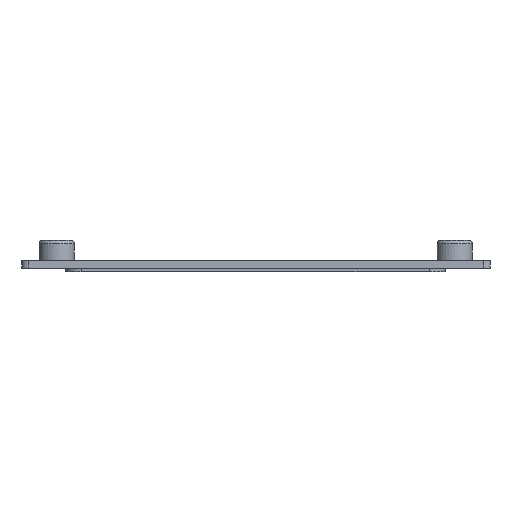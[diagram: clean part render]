
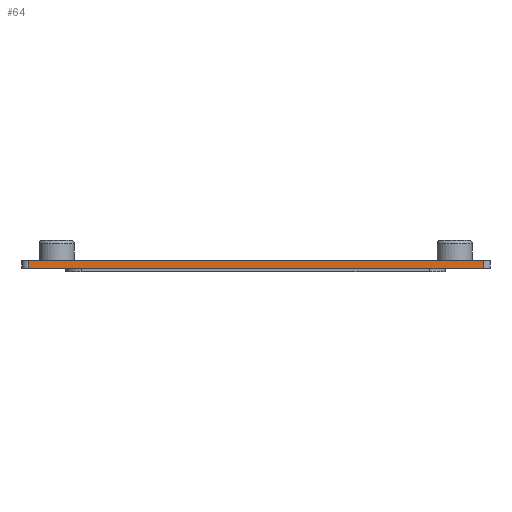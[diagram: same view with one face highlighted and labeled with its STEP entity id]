
A CAD part, front view. The second image highlights one B-rep face of the part: STEP entity #64.
In plain terms, the highlighted planar face has unit normal (0, -1, 0).
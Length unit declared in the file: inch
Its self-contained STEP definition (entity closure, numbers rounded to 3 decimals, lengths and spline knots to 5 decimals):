
#54 = CARTESIAN_POINT ( 'NONE',  ( 2.9, 0., 0.05 ) ) ;
#56 = DIRECTION ( 'NONE',  ( 0., 0., -1. ) ) ;
#64 = ADVANCED_FACE ( 'NONE', ( #379 ), #405, .F. ) ;
#105 = DIRECTION ( 'NONE',  ( 0., 0., 1. ) ) ;
#109 = ORIENTED_EDGE ( 'NONE', *, *, #751, .F. ) ;
#126 = CARTESIAN_POINT ( 'NONE',  ( 0.04, 0., 0.05 ) ) ;
#185 = VERTEX_POINT ( 'NONE', #1121 ) ;
#191 = LINE ( 'NONE', #639, #686 ) ;
#202 = DIRECTION ( 'NONE',  ( 1., 0., 0. ) ) ;
#226 = DIRECTION ( 'NONE',  ( 0., 0., -1. ) ) ;
#307 = VECTOR ( 'NONE', #226, 39.37008 ) ;
#319 = DIRECTION ( 'NONE',  ( 0., 1., 0. ) ) ;
#337 = VECTOR ( 'NONE', #56, 39.37008 ) ;
#379 = FACE_OUTER_BOUND ( 'NONE', #819, .T. ) ;
#405 = PLANE ( 'NONE',  #733 ) ;
#430 = LINE ( 'NONE', #54, #307 ) ;
#490 = ORIENTED_EDGE ( 'NONE', *, *, #806, .T. ) ;
#549 = ORIENTED_EDGE ( 'NONE', *, *, #1076, .T. ) ;
#633 = LINE ( 'NONE', #1103, #744 ) ;
#639 = CARTESIAN_POINT ( 'NONE',  ( 0.04, 0., 0. ) ) ;
#651 = VERTEX_POINT ( 'NONE', #809 ) ;
#686 = VECTOR ( 'NONE', #202, 39.37008 ) ;
#729 = VERTEX_POINT ( 'NONE', #927 ) ;
#733 = AXIS2_PLACEMENT_3D ( 'NONE', #833, #319, #105 ) ;
#744 = VECTOR ( 'NONE', #871, 39.37008 ) ;
#745 = LINE ( 'NONE', #126, #337 ) ;
#751 = EDGE_CURVE ( 'NONE', #185, #651, #430, .T. ) ;
#766 = VERTEX_POINT ( 'NONE', #770 ) ;
#770 = CARTESIAN_POINT ( 'NONE',  ( 0.04, 0., 0.05 ) ) ;
#806 = EDGE_CURVE ( 'NONE', #766, #729, #745, .T. ) ;
#809 = CARTESIAN_POINT ( 'NONE',  ( 2.9, 0., 0. ) ) ;
#819 = EDGE_LOOP ( 'NONE', ( #549, #109, #1059, #490 ) ) ;
#833 = CARTESIAN_POINT ( 'NONE',  ( 0.04, 0., 0.05 ) ) ;
#871 = DIRECTION ( 'NONE',  ( 1., 0., 0. ) ) ;
#927 = CARTESIAN_POINT ( 'NONE',  ( 0.04, 0., 0. ) ) ;
#1059 = ORIENTED_EDGE ( 'NONE', *, *, #1131, .F. ) ;
#1076 = EDGE_CURVE ( 'NONE', #729, #651, #191, .T. ) ;
#1103 = CARTESIAN_POINT ( 'NONE',  ( 0.04, 0., 0.05 ) ) ;
#1121 = CARTESIAN_POINT ( 'NONE',  ( 2.9, 0., 0.05 ) ) ;
#1131 = EDGE_CURVE ( 'NONE', #766, #185, #633, .T. ) ;
